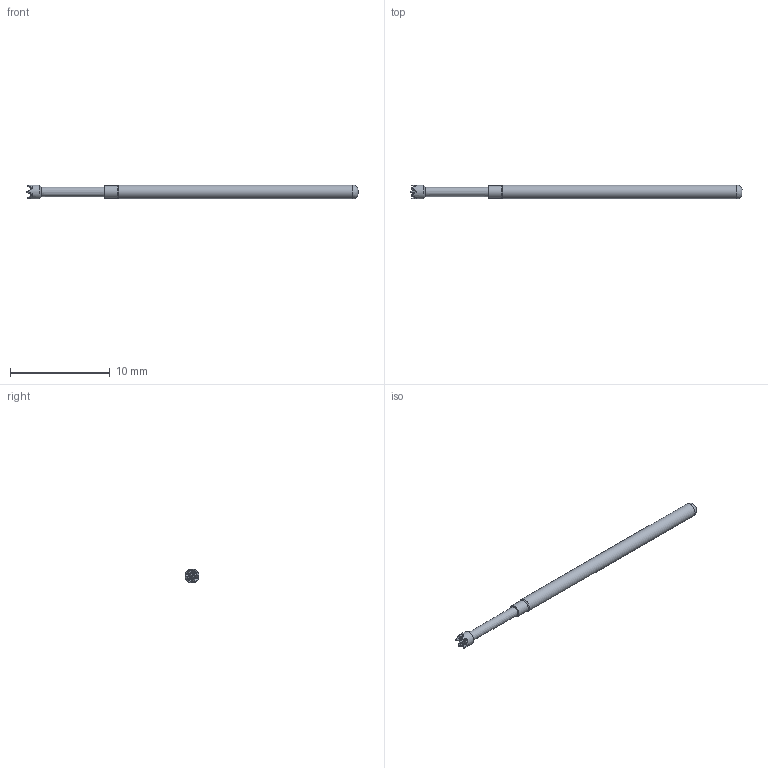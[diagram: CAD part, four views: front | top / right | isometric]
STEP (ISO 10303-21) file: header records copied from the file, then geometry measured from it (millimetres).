
FILE_DESCRIPTION (( 'STEP AP214' ), '1' );
FILE_NAME ('100-2507.STEP', '2021-01-14T19:42:04', ( '' ), ( '' ), 'SwSTEP 2.0', 'SolidWorks 2020', '' );
FILE_SCHEMA (( 'AUTOMOTIVE_DESIGN' ));
Length unit declared in the file: inch
Products named in the file (1): 100-2507
Bounding box: 33.27 x 1.4 x 1.4 mm (x, y, z)
Volume: 42.6 mm3; surface area: 135.6 mm2
Topology: 1 solids, 1 shells, 131 faces, 374 edges, 246 vertices
Faces by surface type: bspline 120, cone 4, plane 3, cylinder 3, torus 1
Full cylindrical faces by diameter (mm): 1.219 x1, 1.367 x1, 1.397 x1
Entity records: 55314 total; most frequent: CARTESIAN_POINT 51267, ORIENTED_EDGE 726, EDGE_CURVE 363, B_SPLINE_CURVE_WITH_KNOTS 354, VERTEX_POINT 243, EDGE_LOOP 140, FACE_OUTER_BOUND 135, DIMENSIONAL_EXPONENTS 134
